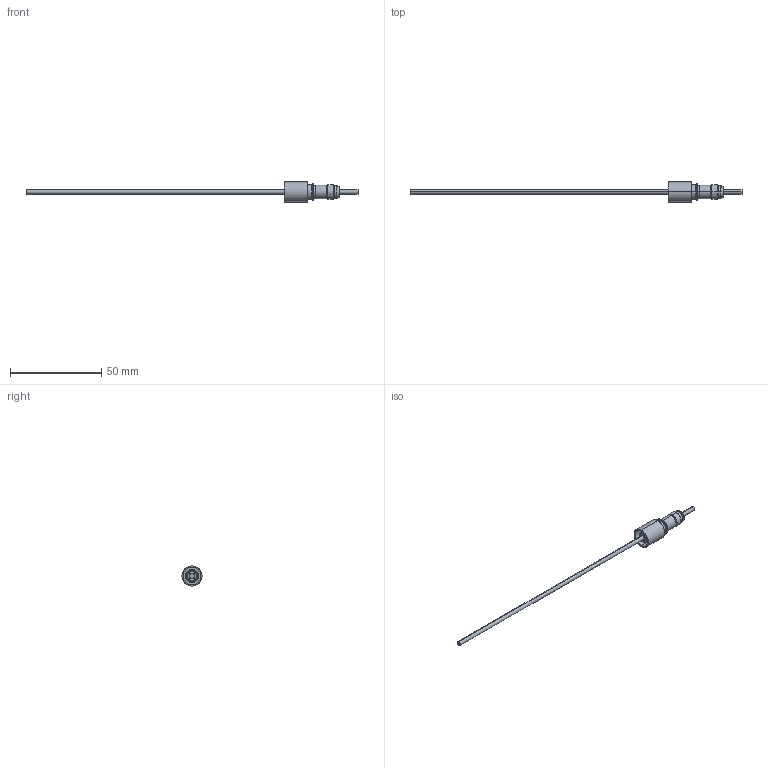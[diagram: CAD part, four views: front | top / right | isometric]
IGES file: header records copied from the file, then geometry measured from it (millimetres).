
Start section: SolidWorks IGES file using analytic representation for surfaces
Global section: file name: 03888-09-W.IGS; native system: SolidWorks 2007; preprocessor: SolidWorks 2007; author: Juan Medina; date: 071114.142743; units: inch
Bounding box: 182.12 x 11.05 x 11.05 mm (x, y, z)
Surface area: 2764.3 mm2 (no closed solid volume)
Topology: 0 solids, 0 shells, 61 faces, 816 edges, 816 vertices
Faces by surface type: bspline 31, revolution 30
